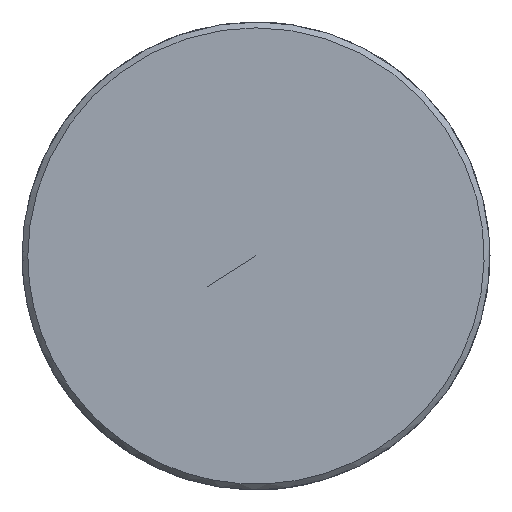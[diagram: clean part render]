
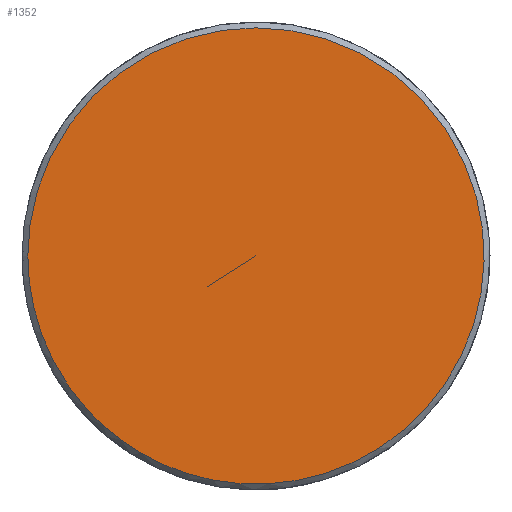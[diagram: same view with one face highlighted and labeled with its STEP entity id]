
A CAD part, left-side view. The second image highlights one B-rep face of the part: STEP entity #1352.
In plain terms, the highlighted free-form (B-spline) face has degree [5, 1] with [6, 2] control points.
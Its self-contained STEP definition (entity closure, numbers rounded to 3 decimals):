
#1280 = CARTESIAN_POINT ('', (-152., 9.75, 0.));
#1281 = VERTEX_POINT ('', #1280);
#1289 = CARTESIAN_POINT ('', (-152., 9.75, 0.));
#1290 = CARTESIAN_POINT ('', (-152., 9.75, 39.));
#1291 = CARTESIAN_POINT ('', (-152., -29.25, 19.5));
#1292 = CARTESIAN_POINT ('', (-152., -29.25, -19.5));
#1293 = CARTESIAN_POINT ('', (-152., 9.75, -39.));
#1294 = CARTESIAN_POINT ('', (-152., 9.75, 0.));
#1295 = (
   BOUNDED_CURVE ()
   B_SPLINE_CURVE (5, (#1289, #1290, #1291, #1292, #1293, #1294), .UNSPECIFIED., .T., .U.)
   B_SPLINE_CURVE_WITH_KNOTS ((6, 6), (0., 1.), .UNSPECIFIED.)
   CURVE ()
   GEOMETRIC_REPRESENTATION_ITEM ()
   RATIONAL_B_SPLINE_CURVE ((5., 1., 1., 1., 1., 5.))
   REPRESENTATION_ITEM ('')
);
#1296 = EDGE_CURVE ('', #1281, #1281, #1295, .T.);
#1328 = CARTESIAN_POINT ('', (-152., 0., 0.));
#1329 = VERTEX_POINT ('', #1328);
#1330 = CARTESIAN_POINT ('', (-152., 0., 0.));
#1331 = CARTESIAN_POINT ('', (-152., 9.75, 0.));
#1332 = B_SPLINE_CURVE_WITH_KNOTS ('', 1, (#1330, #1331), .UNSPECIFIED., .F., .U., (2, 2), (0., 1.), .UNSPECIFIED.);
#1333 = EDGE_CURVE ('', #1329, #1281, #1332, .T.);
#1334 = ORIENTED_EDGE ('', *, *, #1333, .F.);
#1335 = ORIENTED_EDGE ('', *, *, #1333, .T.);
#1336 = ORIENTED_EDGE ('', *, *, #1296, .F.);
#1337 = EDGE_LOOP ('', (#1334, #1335, #1336));
#1338 = FACE_OUTER_BOUND ('', #1337, .T.);
#1339 = CARTESIAN_POINT ('', (-152., 0., 0.));
#1340 = CARTESIAN_POINT ('', (-152., 9.75, 0.));
#1341 = CARTESIAN_POINT ('', (-152., 0., 0.));
#1342 = CARTESIAN_POINT ('', (-152., 9.75, 39.));
#1343 = CARTESIAN_POINT ('', (-152., 0., 0.));
#1344 = CARTESIAN_POINT ('', (-152., -29.25, 19.5));
#1345 = CARTESIAN_POINT ('', (-152., 0., 0.));
#1346 = CARTESIAN_POINT ('', (-152., -29.25, -19.5));
#1347 = CARTESIAN_POINT ('', (-152., 0., 0.));
#1348 = CARTESIAN_POINT ('', (-152., 9.75, -39.));
#1349 = CARTESIAN_POINT ('', (-152., 0., 0.));
#1350 = CARTESIAN_POINT ('', (-152., 9.75, 0.));
#1351 = (
   BOUNDED_SURFACE ()
   B_SPLINE_SURFACE (5, 1, ((#1339, #1340), (#1341, #1342), (#1343, #1344), (#1345, #1346), (#1347, #1348), (#1349, #1350)), .UNSPECIFIED., .T., .F., .U.)
   B_SPLINE_SURFACE_WITH_KNOTS ((6, 6), (2, 2), (0., 1.), (0., 1.), .UNSPECIFIED.)
   SURFACE ()
   GEOMETRIC_REPRESENTATION_ITEM ()
   RATIONAL_B_SPLINE_SURFACE (((5., 5.), (1., 1.), (1., 1.), (1., 1.), (1., 1.), (5., 5.)))
   REPRESENTATION_ITEM ('')
);
#1352 = ADVANCED_FACE ('', (#1338), #1351, .T.);
